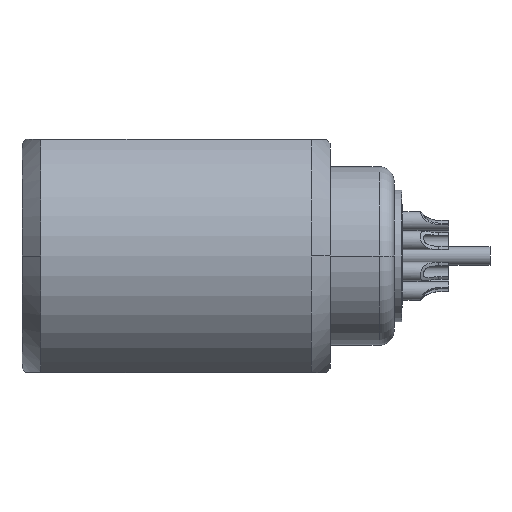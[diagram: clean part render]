
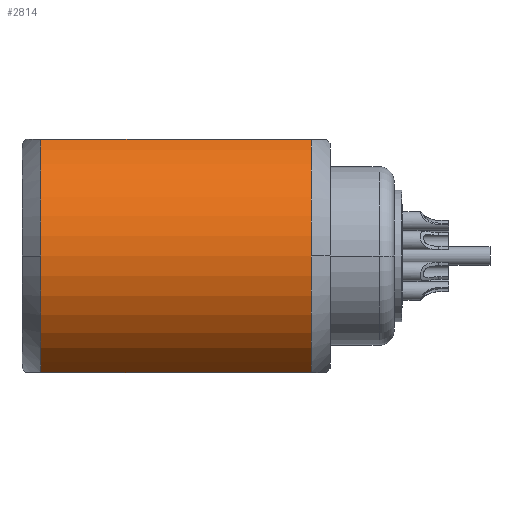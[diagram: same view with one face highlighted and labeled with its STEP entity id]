
A CAD part, front view. The second image highlights one B-rep face of the part: STEP entity #2814.
In plain terms, the highlighted cylindrical face has radius 7 mm (diameter 14 mm), a partial arc.
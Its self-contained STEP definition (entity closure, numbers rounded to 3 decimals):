
#375=CARTESIAN_POINT('',(0.,0.,0.));
#376=DIRECTION('',(-1.,0.,0.));
#377=DIRECTION('',(0.,-1.,0.));
#378=AXIS2_PLACEMENT_3D('',#375,#376,#377);
#380=CARTESIAN_POINT('',(0.,0.,0.));
#381=DIRECTION('',(-1.,0.,0.));
#382=DIRECTION('',(0.,-0.464,-0.886));
#383=AXIS2_PLACEMENT_3D('',#380,#381,#382);
#385=DIRECTION('',(1.,0.,0.));
#386=VECTOR('',#385,14.4);
#387=CARTESIAN_POINT('',(-14.4,-3.25,-6.2));
#388=LINE('',#387,#386);
#389=DIRECTION('',(1.,0.,0.));
#390=VECTOR('',#389,14.4);
#391=CARTESIAN_POINT('',(-14.4,-3.25,6.2));
#392=LINE('',#391,#390);
#402=CARTESIAN_POINT('',(-14.4,0.,0.));
#403=DIRECTION('',(1.,0.,0.));
#404=DIRECTION('',(0.,-0.464,0.886));
#405=AXIS2_PLACEMENT_3D('',#402,#403,#404);
#447=CARTESIAN_POINT('',(-14.4,0.,0.));
#448=DIRECTION('',(-1.,0.,0.));
#449=DIRECTION('',(0.,-0.464,-0.886));
#450=AXIS2_PLACEMENT_3D('',#447,#448,#449);
#1911=CARTESIAN_POINT('',(-14.4,-7.,0.));
#1913=VERTEX_POINT('',#1911);
#1919=CARTESIAN_POINT('',(-14.4,-3.25,6.2));
#1920=CARTESIAN_POINT('',(0.,-3.25,6.2));
#1921=VERTEX_POINT('',#1919);
#1922=VERTEX_POINT('',#1920);
#1923=CARTESIAN_POINT('',(-14.4,-3.25,-6.2));
#1924=CARTESIAN_POINT('',(0.,-3.25,-6.2));
#1925=VERTEX_POINT('',#1923);
#1926=VERTEX_POINT('',#1924);
#1947=CARTESIAN_POINT('',(0.,-7.,
0.));
#1948=VERTEX_POINT('',#1947);
#2797=CARTESIAN_POINT('',(-16.39,0.,0.));
#2798=DIRECTION('',(1.,0.,0.));
#2799=DIRECTION('',(0.,-1.,0.));
#2800=AXIS2_PLACEMENT_3D('',#2797,#2798,#2799);
#2801=CYLINDRICAL_SURFACE('',#2800,7.);
#2803=ORIENTED_EDGE('',*,*,#2802,.F.);
#2804=ORIENTED_EDGE('',*,*,#2731,.F.);
#2805=ORIENTED_EDGE('',*,*,#2755,.F.);
#2807=ORIENTED_EDGE('',*,*,#2806,.T.);
#2809=ORIENTED_EDGE('',*,*,#2808,.F.);
#2811=ORIENTED_EDGE('',*,*,#2810,.T.);
#2812=EDGE_LOOP('',(#2803,#2804,#2805,#2807,#2809,#2811));
#2813=FACE_OUTER_BOUND('',#2812,.F.);
#379=CIRCLE('',#378,7.);
#384=CIRCLE('',#383,7.);
#406=CIRCLE('',#405,7.);
#451=CIRCLE('',#450,7.);
#2731=EDGE_CURVE('',#1926,#1948,#384,.T.);
#2755=EDGE_CURVE('',#1925,#1926,#388,.T.);
#2802=EDGE_CURVE('',#1948,#1922,#379,.T.);
#2806=EDGE_CURVE('',#1925,#1913,#451,.T.);
#2808=EDGE_CURVE('',#1921,#1913,#406,.T.);
#2810=EDGE_CURVE('',#1921,#1922,#392,.T.);
#2814=ADVANCED_FACE('',(#2813),#2801,.T.);
